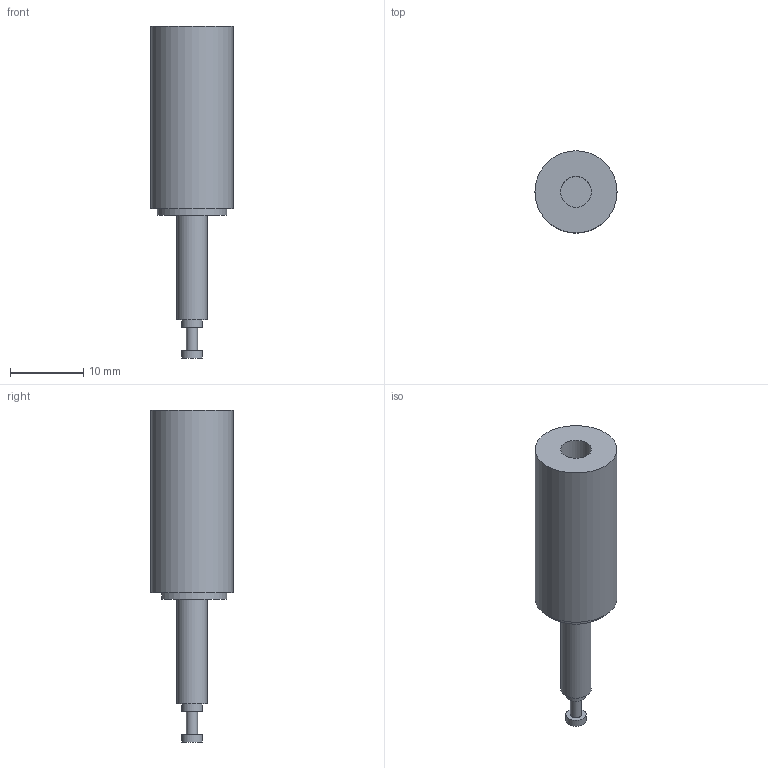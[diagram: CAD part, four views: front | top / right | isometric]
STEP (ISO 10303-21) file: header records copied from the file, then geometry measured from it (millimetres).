
FILE_DESCRIPTION(('FreeCAD Model'),'2;1');
FILE_NAME('3760-4.step', '2020-08-06T22:54:41',(''),(''),'Open CASCADE STEP processor 7.4', 'FreeCAD','Unknown');
FILE_SCHEMA(('AUTOMOTIVE_DESIGN { 1 0 10303 214 1 1 1 1 }'));
Length unit declared in the file: millimetre
Products named in the file (1): Pocket
Bounding box: 11.18 x 11.18 x 45.21 mm (x, y, z)
Volume: 2577.4 mm3; surface area: 1457.4 mm2
Topology: 1 solids, 1 shells, 16 faces, 24 edges, 16 vertices
Faces by surface type: plane 9, cylinder 7
Full cylindrical faces by diameter (mm): 1.52 x1, 2.79 x2, 4.166 x1, 4.22 x1, 11.18 x1
Entity records: 487 total; most frequent: DIRECTION 72, CARTESIAN_POINT 57, ORIENTED_EDGE 48, AXIS2_PLACEMENT_3D 31, EDGE_CURVE 24, FACE_BOUND 22, EDGE_LOOP 22, ADVANCED_FACE 16
